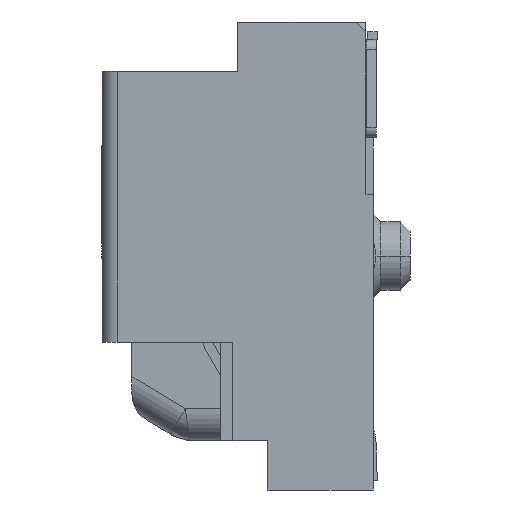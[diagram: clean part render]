
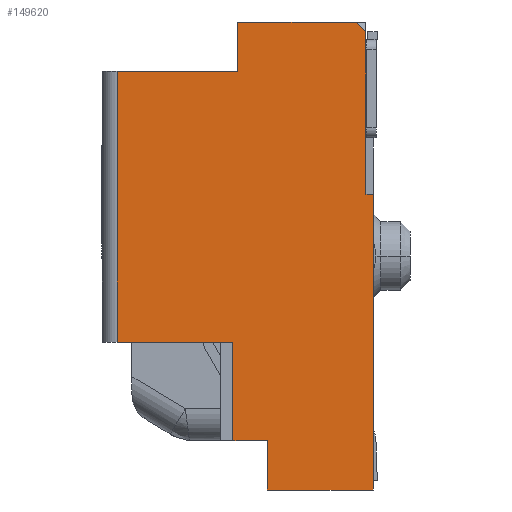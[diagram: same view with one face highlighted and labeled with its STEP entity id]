
A CAD part, left-side view. The second image highlights one B-rep face of the part: STEP entity #149620.
In plain terms, the highlighted planar face has unit normal (-1, 0, 0).
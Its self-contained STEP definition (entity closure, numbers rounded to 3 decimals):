
#118444=DIRECTION('',(0.,0.,1.));
#118445=VECTOR('',#118444,6.);
#118446=CARTESIAN_POINT('',(-15.,0.1,-10.75));
#118447=LINE('',#118446,#118445);
#120330=DIRECTION('',(0.,0.,1.));
#120331=VECTOR('',#120330,3.3);
#120332=CARTESIAN_POINT('',(-15.,0.25,-4.75));
#120333=LINE('',#120332,#120331);
#120522=DIRECTION('',(0.,1.,0.));
#120523=VECTOR('',#120522,2.4);
#120524=CARTESIAN_POINT('',(-15.,0.45,-1.25));
#120525=LINE('',#120524,#120523);
#120534=DIRECTION('',(0.,0.,1.));
#120535=VECTOR('',#120534,1.);
#120536=CARTESIAN_POINT('',(-15.,2.85,-2.25));
#120537=LINE('',#120536,#120535);
#120538=DIRECTION('',(0.,-0.707,-0.707));
#120539=VECTOR('',#120538,0.283);
#120540=CARTESIAN_POINT('',(-15.,0.45,-1.25));
#120541=LINE('',#120540,#120539);
#120542=DIRECTION('',(0.,-1.,0.));
#120543=VECTOR('',#120542,0.15);
#120544=CARTESIAN_POINT('',(-15.,0.25,-4.75));
#120545=LINE('',#120544,#120543);
#120546=DIRECTION('',(0.,1.,0.));
#120547=VECTOR('',#120546,2.15);
#120548=CARTESIAN_POINT('',(-15.,0.1,-10.75));
#120549=LINE('',#120548,#120547);
#120550=DIRECTION('',(0.,0.,1.));
#120551=VECTOR('',#120550,1.);
#120552=CARTESIAN_POINT('',(-15.,2.25,-10.75));
#120553=LINE('',#120552,#120551);
#121134=DIRECTION('',(0.,0.,-1.));
#121135=VECTOR('',#121134,2.);
#121136=CARTESIAN_POINT('',(-15.,2.95,-7.75));
#121137=LINE('',#121136,#121135);
#121138=DIRECTION('',(0.,-1.,0.));
#121139=VECTOR('',#121138,0.7);
#121140=CARTESIAN_POINT('',(-15.,2.95,-9.75));
#121141=LINE('',#121140,#121139);
#127230=DIRECTION('',(0.,1.,0.));
#127231=VECTOR('',#127230,2.45);
#127232=CARTESIAN_POINT('',(-15.,2.85,-2.25));
#127233=LINE('',#127232,#127231);
#127880=DIRECTION('',(0.,0.,-1.));
#127881=VECTOR('',#127880,5.5);
#127882=CARTESIAN_POINT('',(-15.,5.3,-2.25));
#127883=LINE('',#127882,#127881);
#128703=DIRECTION('',(0.,-1.,0.));
#128704=VECTOR('',#128703,2.35);
#128705=CARTESIAN_POINT('',(-15.,5.3,-7.75));
#128706=LINE('',#128705,#128704);
#140631=CARTESIAN_POINT('',(-15.,0.1,-10.75));
#140632=VERTEX_POINT('',#140631);
#140633=CARTESIAN_POINT('',(-15.,0.1,-4.75));
#140634=VERTEX_POINT('',#140633);
#141647=CARTESIAN_POINT('',(-15.,0.25,-4.75));
#141648=VERTEX_POINT('',#141647);
#141649=CARTESIAN_POINT('',(-15.,0.25,-1.45));
#141650=VERTEX_POINT('',#141649);
#141691=CARTESIAN_POINT('',(-15.,0.45,-1.25));
#141692=VERTEX_POINT('',#141691);
#141693=CARTESIAN_POINT('',(-15.,2.85,-1.25));
#141694=VERTEX_POINT('',#141693);
#141697=CARTESIAN_POINT('',(-15.,2.95,-7.75));
#141698=CARTESIAN_POINT('',(-15.,2.95,-9.75));
#141699=VERTEX_POINT('',#141697);
#141700=VERTEX_POINT('',#141698);
#141701=CARTESIAN_POINT('',(-15.,5.3,-7.75));
#141702=VERTEX_POINT('',#141701);
#141703=CARTESIAN_POINT('',(-15.,5.3,-2.25));
#141704=VERTEX_POINT('',#141703);
#141705=CARTESIAN_POINT('',(-15.,2.85,-2.25));
#141706=VERTEX_POINT('',#141705);
#141707=CARTESIAN_POINT('',(-15.,2.25,-10.75));
#141708=VERTEX_POINT('',#141707);
#141709=CARTESIAN_POINT('',(-15.,2.25,-9.75));
#141710=VERTEX_POINT('',#141709);
#149591=CARTESIAN_POINT('',(-15.,2.7,-6.));
#149592=DIRECTION('',(1.,0.,0.));
#149593=DIRECTION('',(0.,0.,1.));
#149594=AXIS2_PLACEMENT_3D('',#149591,#149592,#149593);
#149595=PLANE('',#149594);
#149597=ORIENTED_EDGE('',*,*,#149596,.F.);
#149599=ORIENTED_EDGE('',*,*,#149598,.F.);
#149601=ORIENTED_EDGE('',*,*,#149600,.F.);
#149603=ORIENTED_EDGE('',*,*,#149602,.F.);
#149605=ORIENTED_EDGE('',*,*,#149604,.T.);
#149606=ORIENTED_EDGE('',*,*,#149556,.F.);
#149607=ORIENTED_EDGE('',*,*,#149586,.T.);
#149608=ORIENTED_EDGE('',*,*,#149303,.F.);
#149610=ORIENTED_EDGE('',*,*,#149609,.T.);
#149611=ORIENTED_EDGE('',*,*,#148000,.F.);
#149613=ORIENTED_EDGE('',*,*,#149612,.T.);
#149615=ORIENTED_EDGE('',*,*,#149614,.T.);
#149617=ORIENTED_EDGE('',*,*,#149616,.F.);
#149618=EDGE_LOOP('',(#149597,#149599,#149601,#149603,#149605,#149606,#149607,
#149608,#149610,#149611,#149613,#149615,#149617));
#149619=FACE_OUTER_BOUND('',#149618,.F.);
#149620=ADVANCED_FACE('',(#149619),#149595,.F.);
#148000=EDGE_CURVE('',#140632,#140634,#118447,.T.);
#149303=EDGE_CURVE('',#141648,#141650,#120333,.T.);
#149556=EDGE_CURVE('',#141692,#141694,#120525,.T.);
#149586=EDGE_CURVE('',#141692,#141650,#120541,.T.);
#149596=EDGE_CURVE('',#141699,#141700,#121137,.T.);
#149598=EDGE_CURVE('',#141702,#141699,#128706,.T.);
#149600=EDGE_CURVE('',#141704,#141702,#127883,.T.);
#149602=EDGE_CURVE('',#141706,#141704,#127233,.T.);
#149604=EDGE_CURVE('',#141706,#141694,#120537,.T.);
#149609=EDGE_CURVE('',#141648,#140634,#120545,.T.);
#149612=EDGE_CURVE('',#140632,#141708,#120549,.T.);
#149614=EDGE_CURVE('',#141708,#141710,#120553,.T.);
#149616=EDGE_CURVE('',#141700,#141710,#121141,.T.);
